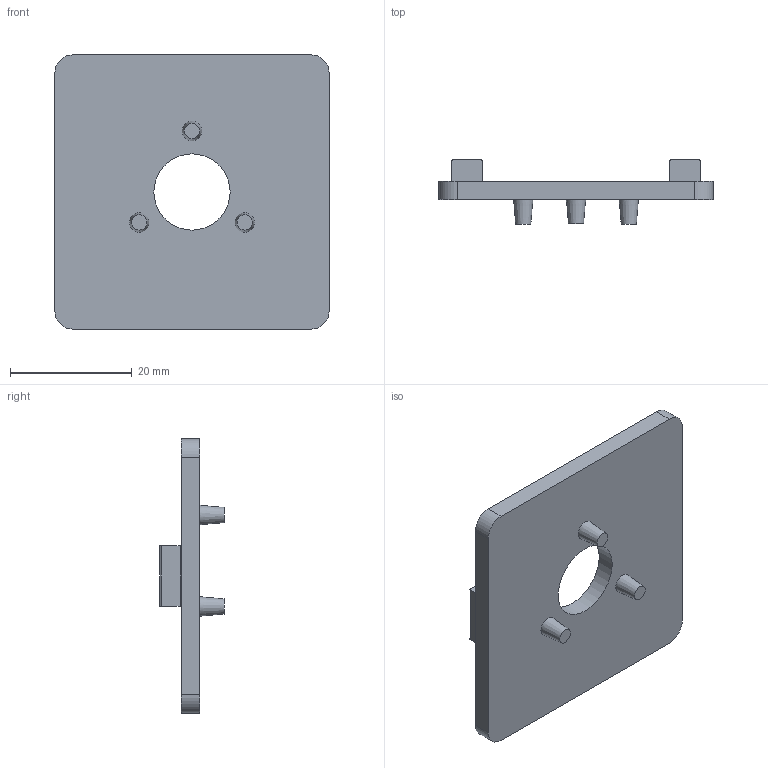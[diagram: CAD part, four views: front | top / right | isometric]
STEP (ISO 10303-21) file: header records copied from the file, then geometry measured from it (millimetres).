
FILE_DESCRIPTION(('STEP AP203'),'1');
FILE_NAME('ERGO10B1001.stp','2023-10-16T14:32:02',(' '),(' '),'Spatial InterOp 3D',' ',' ');
FILE_SCHEMA(('CONFIG_CONTROL_DESIGN'));
Length unit declared in the file: millimetre
Products named in the file (1): Adaptateur anti-rotation 10 45 - roulette fixe
Bounding box: 45 x 10.5 x 45 mm (x, y, z)
Volume: 6110.6 mm3; surface area: 4733.1 mm2
Topology: 1 solids, 1 shells, 35 faces, 88 edges, 60 vertices
Faces by surface type: plane 19, cylinder 13, cone 3
Full cylindrical faces by diameter (mm): 12.5 x1
Entity records: 1178 total; most frequent: DIRECTION 184, CARTESIAN_POINT 172, ORIENTED_EDGE 160, EDGE_CURVE 80, AXIS2_PLACEMENT_3D 68, VERTEX_POINT 56, LINE 48, VECTOR 48
